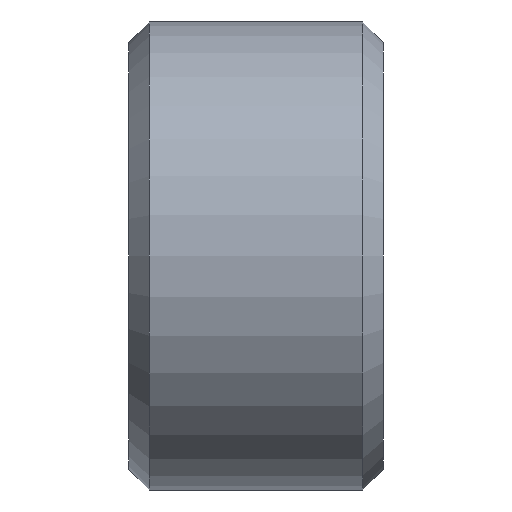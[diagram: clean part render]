
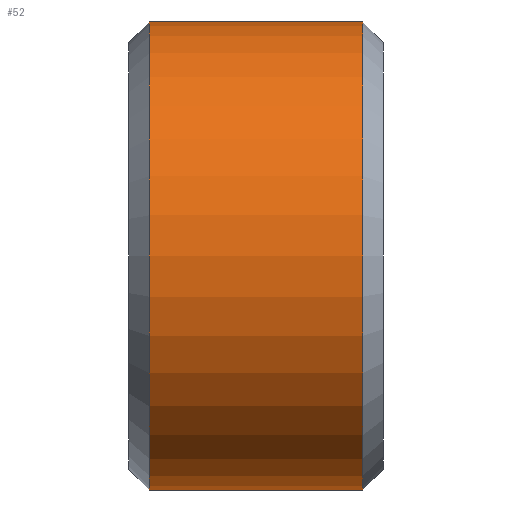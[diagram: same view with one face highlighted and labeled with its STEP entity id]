
A CAD part, left-side view. The second image highlights one B-rep face of the part: STEP entity #52.
In plain terms, the highlighted cylindrical face has radius 11.5 mm (diameter 23 mm), a partial arc.
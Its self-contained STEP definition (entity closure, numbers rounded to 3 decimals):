
#3 = CARTESIAN_POINT ( 'NONE',  ( 0.877, -4.1, 34.5 ) ) ;
#30 = LINE ( 'NONE', #593, #239 ) ;
#52 = ADVANCED_FACE ( 'NONE', ( #503 ), #1032, .T. ) ;
#56 = EDGE_CURVE ( 'NONE', #388, #747, #614, .T. ) ;
#72 = EDGE_LOOP ( 'NONE', ( #256, #1062, #868, #771 ) ) ;
#81 = DIRECTION ( 'NONE',  ( 0., -1., 0. ) ) ;
#124 = DIRECTION ( 'NONE',  ( 0., -1., 0. ) ) ;
#146 = CARTESIAN_POINT ( 'NONE',  ( 0.877, -4.1, 23. ) ) ;
#184 = AXIS2_PLACEMENT_3D ( 'NONE', #738, #409, #654 ) ;
#236 = DIRECTION ( 'NONE',  ( 0., 0., 1. ) ) ;
#239 = VECTOR ( 'NONE', #81, 1000. ) ;
#256 = ORIENTED_EDGE ( 'NONE', *, *, #344, .F. ) ;
#262 = VECTOR ( 'NONE', #1052, 1000. ) ;
#300 = CARTESIAN_POINT ( 'NONE',  ( 0.877, 7.4, 23. ) ) ;
#307 = VERTEX_POINT ( 'NONE', #3 ) ;
#331 = CIRCLE ( 'NONE', #419, 11.5 ) ;
#344 = EDGE_CURVE ( 'NONE', #730, #307, #30, .T. ) ;
#388 = VERTEX_POINT ( 'NONE', #986 ) ;
#409 = DIRECTION ( 'NONE',  ( 0., -1., 0. ) ) ;
#419 = AXIS2_PLACEMENT_3D ( 'NONE', #146, #819, #236 ) ;
#460 = CARTESIAN_POINT ( 'NONE',  ( 0.877, -4.1, 11.5 ) ) ;
#462 = EDGE_CURVE ( 'NONE', #730, #388, #1044, .T. ) ;
#470 = DIRECTION ( 'NONE',  ( 0., 0., -1. ) ) ;
#503 = FACE_OUTER_BOUND ( 'NONE', #72, .T. ) ;
#519 = EDGE_CURVE ( 'NONE', #747, #307, #331, .T. ) ;
#593 = CARTESIAN_POINT ( 'NONE',  ( 0.877, 7.4, 34.5 ) ) ;
#614 = LINE ( 'NONE', #632, #262 ) ;
#632 = CARTESIAN_POINT ( 'NONE',  ( 0.877, 7.4, 11.5 ) ) ;
#654 = DIRECTION ( 'NONE',  ( 0., 0., 1. ) ) ;
#730 = VERTEX_POINT ( 'NONE', #961 ) ;
#738 = CARTESIAN_POINT ( 'NONE',  ( 0.877, 6.4, 23. ) ) ;
#747 = VERTEX_POINT ( 'NONE', #460 ) ;
#771 = ORIENTED_EDGE ( 'NONE', *, *, #519, .T. ) ;
#819 = DIRECTION ( 'NONE',  ( 0., 1., 0. ) ) ;
#868 = ORIENTED_EDGE ( 'NONE', *, *, #56, .T. ) ;
#961 = CARTESIAN_POINT ( 'NONE',  ( 0.877, 6.4, 34.5 ) ) ;
#986 = CARTESIAN_POINT ( 'NONE',  ( 0.877, 6.4, 11.5 ) ) ;
#1014 = AXIS2_PLACEMENT_3D ( 'NONE', #300, #124, #470 ) ;
#1032 = CYLINDRICAL_SURFACE ( 'NONE', #1014, 11.5 ) ;
#1044 = CIRCLE ( 'NONE', #184, 11.5 ) ;
#1052 = DIRECTION ( 'NONE',  ( 0., -1., 0. ) ) ;
#1062 = ORIENTED_EDGE ( 'NONE', *, *, #462, .T. ) ;
